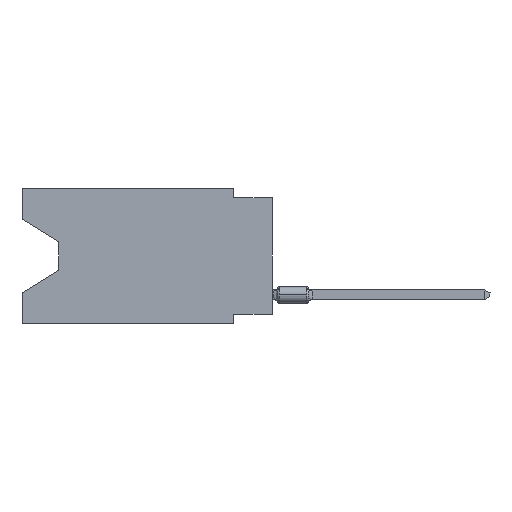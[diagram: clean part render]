
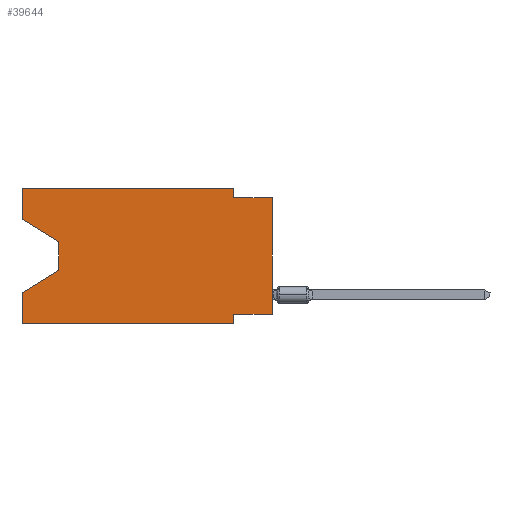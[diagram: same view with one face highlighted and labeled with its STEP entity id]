
A CAD part, left-side view. The second image highlights one B-rep face of the part: STEP entity #39644.
In plain terms, the highlighted planar face has unit normal (-1, 0, 0).
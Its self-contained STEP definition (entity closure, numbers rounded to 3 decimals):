
#666 = LINE ( 'NONE', #72613, #39078 ) ;
#2220 = CARTESIAN_POINT ( 'NONE',  ( 0., 16.383, 0. ) ) ;
#5234 = CARTESIAN_POINT ( 'NONE',  ( 0., 13.97, -3.505 ) ) ;
#6457 = EDGE_CURVE ( 'NONE', #80293, #58908, #73259, .T. ) ;
#7003 = LINE ( 'NONE', #22121, #85716 ) ;
#7650 = DIRECTION ( 'NONE',  ( 0., 0., -1. ) ) ;
#8425 = DIRECTION ( 'NONE',  ( 0., -1., 0. ) ) ;
#9262 = VERTEX_POINT ( 'NONE', #15622 ) ;
#9497 = CARTESIAN_POINT ( 'NONE',  ( 0., 16.383, -8.89 ) ) ;
#11198 = DIRECTION ( 'NONE',  ( 1., 0., 0. ) ) ;
#11420 = VECTOR ( 'NONE', #13129, 1000. ) ;
#12080 = ORIENTED_EDGE ( 'NONE', *, *, #6457, .F. ) ;
#13129 = DIRECTION ( 'NONE',  ( 0., 0.855, -0.519 ) ) ;
#14667 = VECTOR ( 'NONE', #56057, 1000. ) ;
#15140 = EDGE_CURVE ( 'NONE', #59618, #80293, #29407, .T. ) ;
#15470 = CARTESIAN_POINT ( 'NONE',  ( 0., 16.383, 0. ) ) ;
#15622 = CARTESIAN_POINT ( 'NONE',  ( 0., 2.54, -0.635 ) ) ;
#19393 = VECTOR ( 'NONE', #69027, 1000. ) ;
#19432 = ORIENTED_EDGE ( 'NONE', *, *, #73721, .T. ) ;
#19973 = AXIS2_PLACEMENT_3D ( 'NONE', #2220, #11198, #68957 ) ;
#21814 = CARTESIAN_POINT ( 'NONE',  ( 0., 16.383, 0. ) ) ;
#22121 = CARTESIAN_POINT ( 'NONE',  ( 0., 2.54, 0. ) ) ;
#22217 = VECTOR ( 'NONE', #49804, 1000. ) ;
#22960 = CARTESIAN_POINT ( 'NONE',  ( 0., 16.383, 0. ) ) ;
#23266 = VERTEX_POINT ( 'NONE', #33711 ) ;
#25314 = ORIENTED_EDGE ( 'NONE', *, *, #58749, .F. ) ;
#25472 = VERTEX_POINT ( 'NONE', #81399 ) ;
#25941 = CARTESIAN_POINT ( 'NONE',  ( 0., 16.383, -8.89 ) ) ;
#26934 = EDGE_CURVE ( 'NONE', #59618, #29283, #49289, .T. ) ;
#27110 = VERTEX_POINT ( 'NONE', #49142 ) ;
#29283 = VERTEX_POINT ( 'NONE', #5234 ) ;
#29407 = LINE ( 'NONE', #21814, #22217 ) ;
#32032 = CARTESIAN_POINT ( 'NONE',  ( 0., 2.54, 0. ) ) ;
#32946 = EDGE_CURVE ( 'NONE', #81725, #54633, #93139, .T. ) ;
#33711 = CARTESIAN_POINT ( 'NONE',  ( 0., 0., -0.635 ) ) ;
#34513 = DIRECTION ( 'NONE',  ( 0., 0., 1. ) ) ;
#34599 = DIRECTION ( 'NONE',  ( 0., -0.855, -0.519 ) ) ;
#36349 = CARTESIAN_POINT ( 'NONE',  ( 0., 2.54, -8.89 ) ) ;
#39078 = VECTOR ( 'NONE', #80660, 1000. ) ;
#39644 = ADVANCED_FACE ( 'NONE', ( #67086 ), #76035, .F. ) ;
#43181 = LINE ( 'NONE', #86224, #68771 ) ;
#43800 = VERTEX_POINT ( 'NONE', #9497 ) ;
#44804 = ORIENTED_EDGE ( 'NONE', *, *, #26934, .T. ) ;
#44841 = EDGE_CURVE ( 'NONE', #29283, #27110, #43181, .T. ) ;
#45773 = DIRECTION ( 'NONE',  ( 0., 0., 1. ) ) ;
#46985 = EDGE_CURVE ( 'NONE', #43800, #54633, #74694, .T. ) ;
#47680 = EDGE_CURVE ( 'NONE', #9262, #23266, #666, .T. ) ;
#48025 = LINE ( 'NONE', #61759, #14667 ) ;
#48254 = VECTOR ( 'NONE', #45773, 1000. ) ;
#48279 = LINE ( 'NONE', #85606, #77778 ) ;
#49142 = CARTESIAN_POINT ( 'NONE',  ( 0., 13.97, -5.385 ) ) ;
#49289 = LINE ( 'NONE', #50209, #66974 ) ;
#49804 = DIRECTION ( 'NONE',  ( 0., 0., 1. ) ) ;
#50209 = CARTESIAN_POINT ( 'NONE',  ( 0., 16.383, -2.038 ) ) ;
#51206 = ORIENTED_EDGE ( 'NONE', *, *, #47680, .F. ) ;
#51501 = DIRECTION ( 'NONE',  ( 0., 0., -1. ) ) ;
#51984 = ORIENTED_EDGE ( 'NONE', *, *, #32946, .F. ) ;
#54633 = VERTEX_POINT ( 'NONE', #81535 ) ;
#56057 = DIRECTION ( 'NONE',  ( 0., 1., 0. ) ) ;
#58462 = VECTOR ( 'NONE', #51501, 1000. ) ;
#58749 = EDGE_CURVE ( 'NONE', #58908, #9262, #7003, .T. ) ;
#58908 = VERTEX_POINT ( 'NONE', #32032 ) ;
#59618 = VERTEX_POINT ( 'NONE', #92442 ) ;
#61759 = CARTESIAN_POINT ( 'NONE',  ( 0., 0., -8.255 ) ) ;
#62774 = VECTOR ( 'NONE', #8425, 1000. ) ;
#62827 = ORIENTED_EDGE ( 'NONE', *, *, #15140, .F. ) ;
#62950 = VERTEX_POINT ( 'NONE', #64633 ) ;
#64315 = EDGE_CURVE ( 'NONE', #25472, #81725, #48025, .T. ) ;
#64633 = CARTESIAN_POINT ( 'NONE',  ( 0., 16.383, -6.852 ) ) ;
#64763 = DIRECTION ( 'NONE',  ( 0., 0., -1. ) ) ;
#66611 = LINE ( 'NONE', #15470, #48254 ) ;
#66974 = VECTOR ( 'NONE', #34599, 1000. ) ;
#67086 = FACE_OUTER_BOUND ( 'NONE', #70637, .T. ) ;
#67738 = CARTESIAN_POINT ( 'NONE',  ( 0., 13.97, -5.385 ) ) ;
#68771 = VECTOR ( 'NONE', #7650, 1000. ) ;
#68957 = DIRECTION ( 'NONE',  ( 0., 0., -1. ) ) ;
#69027 = DIRECTION ( 'NONE',  ( 0., -1., 0. ) ) ;
#70637 = EDGE_LOOP ( 'NONE', ( #44804, #81811, #91831, #76437, #85518, #51984, #81299, #19432, #51206, #25314, #12080, #62827 ) ) ;
#72613 = CARTESIAN_POINT ( 'NONE',  ( 0., 0., -0.635 ) ) ;
#73259 = LINE ( 'NONE', #89326, #62774 ) ;
#73721 = EDGE_CURVE ( 'NONE', #25472, #23266, #48279, .T. ) ;
#74644 = EDGE_CURVE ( 'NONE', #27110, #62950, #83808, .T. ) ;
#74694 = LINE ( 'NONE', #25941, #19393 ) ;
#76035 = PLANE ( 'NONE',  #19973 ) ;
#76437 = ORIENTED_EDGE ( 'NONE', *, *, #90660, .F. ) ;
#77778 = VECTOR ( 'NONE', #34513, 1000. ) ;
#80233 = CARTESIAN_POINT ( 'NONE',  ( 0., 2.54, -8.255 ) ) ;
#80293 = VERTEX_POINT ( 'NONE', #22960 ) ;
#80660 = DIRECTION ( 'NONE',  ( 0., -1., 0. ) ) ;
#81299 = ORIENTED_EDGE ( 'NONE', *, *, #64315, .F. ) ;
#81399 = CARTESIAN_POINT ( 'NONE',  ( 0., 0., -8.255 ) ) ;
#81535 = CARTESIAN_POINT ( 'NONE',  ( 0., 2.54, -8.89 ) ) ;
#81725 = VERTEX_POINT ( 'NONE', #80233 ) ;
#81811 = ORIENTED_EDGE ( 'NONE', *, *, #44841, .T. ) ;
#83808 = LINE ( 'NONE', #67738, #11420 ) ;
#85518 = ORIENTED_EDGE ( 'NONE', *, *, #46985, .T. ) ;
#85606 = CARTESIAN_POINT ( 'NONE',  ( 0., 0., 0. ) ) ;
#85716 = VECTOR ( 'NONE', #64763, 1000. ) ;
#86224 = CARTESIAN_POINT ( 'NONE',  ( 0., 13.97, -3.505 ) ) ;
#89326 = CARTESIAN_POINT ( 'NONE',  ( 0., 16.383, 0. ) ) ;
#90660 = EDGE_CURVE ( 'NONE', #43800, #62950, #66611, .T. ) ;
#91831 = ORIENTED_EDGE ( 'NONE', *, *, #74644, .T. ) ;
#92442 = CARTESIAN_POINT ( 'NONE',  ( 0., 16.383, -2.038 ) ) ;
#93139 = LINE ( 'NONE', #36349, #58462 ) ;
